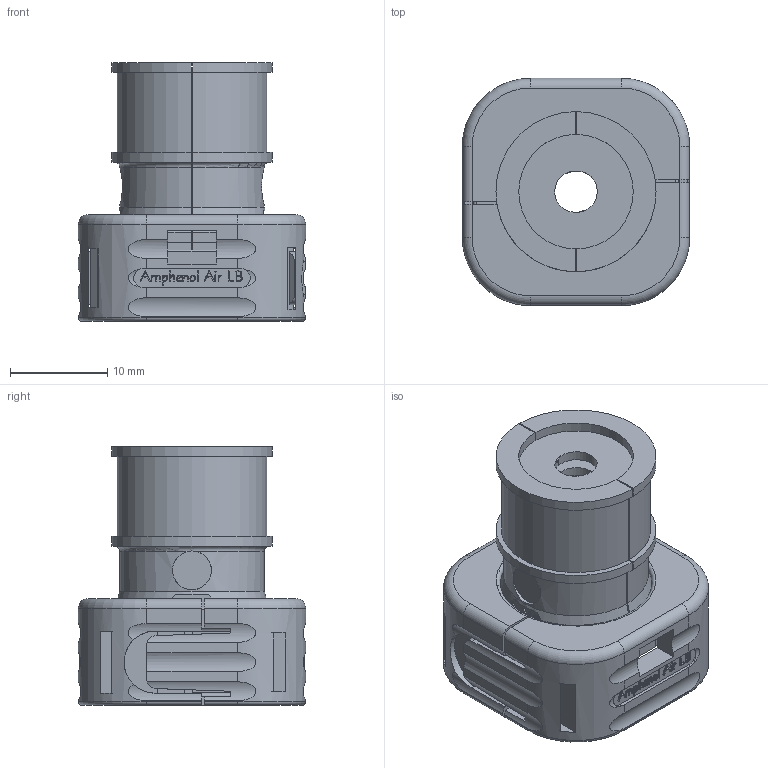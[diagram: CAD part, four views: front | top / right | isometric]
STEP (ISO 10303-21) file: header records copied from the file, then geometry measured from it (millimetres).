
FILE_DESCRIPTION((''),'2;1');
FILE_NAME('SIM2S2A29','2020-01-22T',('presta_be4'),(''),'CREO PARAMETRIC BY PTC INC, 2018360','CREO PARAMETRIC BY PTC INC, 2018360','');
FILE_SCHEMA(('CONFIG_CONTROL_DESIGN'));
Products named in the file (1): SIM2S2A29
Bounding box: 23.4 x 23.4 x 26.64 mm (x, y, z)
Volume: 4265.5 mm3; surface area: 5593.3 mm2
Topology: 1 solids, 1 shells, 1293 faces, 3574 edges, 2342 vertices
Faces by surface type: plane 593, extrusion 474, cylinder 158, torus 34, cone 18, bspline 16
Entity records: 49780 total; most frequent: CARTESIAN_POINT 18725, ORIENTED_EDGE 7132, DIRECTION 4904, EDGE_CURVE 3566, VECTOR 2494, VERTEX_POINT 2342, LINE 2020, B_SPLINE_CURVE_WITH_KNOTS 1618
